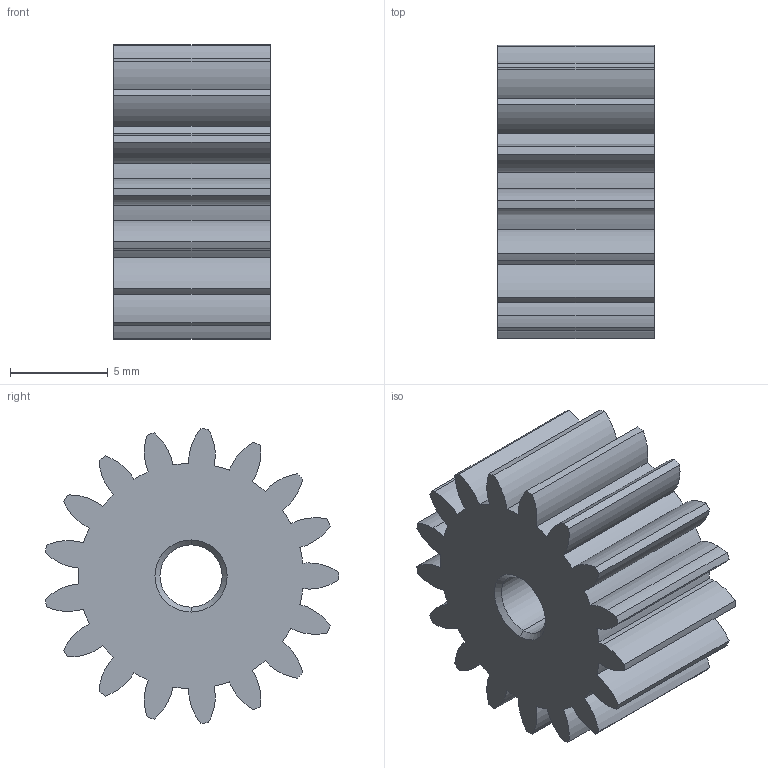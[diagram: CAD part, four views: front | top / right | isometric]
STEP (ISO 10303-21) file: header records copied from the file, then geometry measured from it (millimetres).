
FILE_DESCRIPTION (( 'STEP AP214' ), '1' );
FILE_NAME ('am-2068 17 Tooth Pinion Gear for PG71, 0.125 Bore.STEP', '2014-08-21T20:07:04', ( '' ), ( '' ), 'SwSTEP 2.0', 'SolidWorks 2014', '' );
FILE_SCHEMA (( 'AUTOMOTIVE_DESIGN' ));
Length unit declared in the file: inch
Products named in the file (1): am-2068 17 Tooth Pinion Gear for PG71, 0.125 Bore
Bounding box: 8 x 14.99 x 15.05 mm (x, y, z)
Volume: 1030.3 mm3; surface area: 1022.8 mm2
Topology: 1 solids, 1 shells, 80 faces, 230 edges, 152 vertices
Faces by surface type: cylinder 74, cone 4, plane 2
Entity records: 2758 total; most frequent: DIRECTION 544, CARTESIAN_POINT 463, ORIENTED_EDGE 460, AXIS2_PLACEMENT_3D 233, EDGE_CURVE 230, VERTEX_POINT 152, CIRCLE 152, EDGE_LOOP 82
